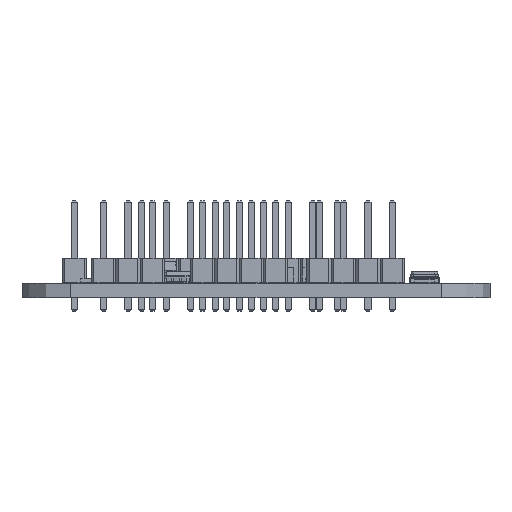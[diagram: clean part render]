
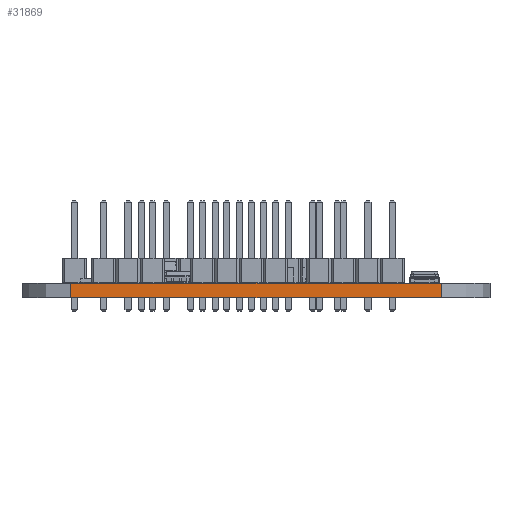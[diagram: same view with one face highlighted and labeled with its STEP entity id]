
A CAD part, left-side view. The second image highlights one B-rep face of the part: STEP entity #31869.
In plain terms, the highlighted planar face has unit normal (-1, 0, 0).
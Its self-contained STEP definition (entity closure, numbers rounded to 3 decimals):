
#31100 = VERTEX_POINT('',#31101);
#31101 = CARTESIAN_POINT('',(107.732,-79.792,0.));
#31108 = EDGE_CURVE('',#31109,#31100,#31111,.T.);
#31109 = VERTEX_POINT('',#31110);
#31110 = CARTESIAN_POINT('',(107.732,-118.328,0.));
#31111 = LINE('',#31112,#31113);
#31112 = CARTESIAN_POINT('',(107.732,-118.328,0.));
#31113 = VECTOR('',#31114,1.);
#31114 = DIRECTION('',(0.,1.,0.));
#31471 = VERTEX_POINT('',#31472);
#31472 = CARTESIAN_POINT('',(107.732,-79.792,1.51));
#31479 = EDGE_CURVE('',#31480,#31471,#31482,.T.);
#31480 = VERTEX_POINT('',#31481);
#31481 = CARTESIAN_POINT('',(107.732,-118.328,1.51));
#31482 = LINE('',#31483,#31484);
#31483 = CARTESIAN_POINT('',(107.732,-118.328,1.51));
#31484 = VECTOR('',#31485,1.);
#31485 = DIRECTION('',(0.,1.,0.));
#31839 = EDGE_CURVE('',#31100,#31471,#31840,.T.);
#31840 = LINE('',#31841,#31842);
#31841 = CARTESIAN_POINT('',(107.732,-79.792,0.));
#31842 = VECTOR('',#31843,1.);
#31843 = DIRECTION('',(0.,0.,1.));
#31869 = ADVANCED_FACE('',(#31870),#31881,.T.);
#31870 = FACE_BOUND('',#31871,.T.);
#31871 = EDGE_LOOP('',(#31872,#31878,#31879,#31880));
#31872 = ORIENTED_EDGE('',*,*,#31873,.T.);
#31873 = EDGE_CURVE('',#31109,#31480,#31874,.T.);
#31874 = LINE('',#31875,#31876);
#31875 = CARTESIAN_POINT('',(107.732,-118.328,0.));
#31876 = VECTOR('',#31877,1.);
#31877 = DIRECTION('',(0.,0.,1.));
#31878 = ORIENTED_EDGE('',*,*,#31479,.T.);
#31879 = ORIENTED_EDGE('',*,*,#31839,.F.);
#31880 = ORIENTED_EDGE('',*,*,#31108,.F.);
#31881 = PLANE('',#31882);
#31882 = AXIS2_PLACEMENT_3D('',#31883,#31884,#31885);
#31883 = CARTESIAN_POINT('',(107.732,-118.328,0.));
#31884 = DIRECTION('',(-1.,0.,0.));
#31885 = DIRECTION('',(0.,1.,0.));
